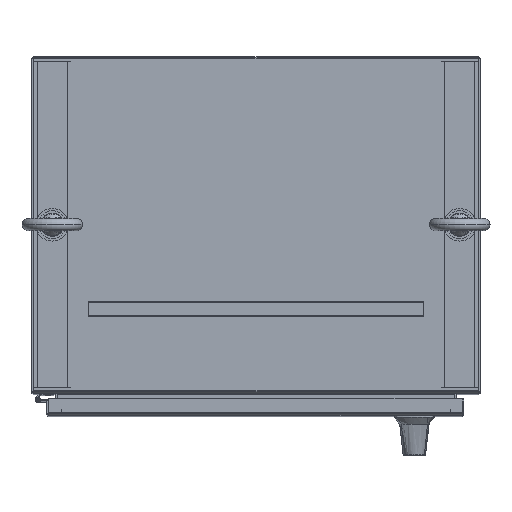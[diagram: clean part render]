
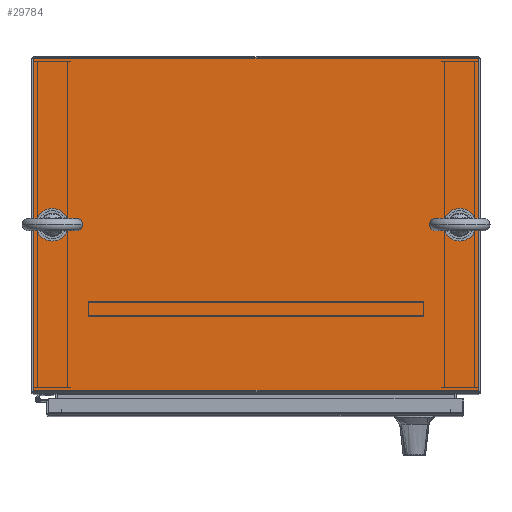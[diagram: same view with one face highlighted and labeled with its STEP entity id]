
A CAD part, top view. The second image highlights one B-rep face of the part: STEP entity #29784.
In plain terms, the highlighted planar face has unit normal (0, 0, 1).
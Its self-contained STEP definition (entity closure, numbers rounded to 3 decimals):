
#1967 = ORIENTED_EDGE ( 'NONE', *, *, #20657, .T. ) ;
#2815 = DIRECTION ( 'NONE',  ( 0., 1., 0. ) ) ;
#4899 = AXIS2_PLACEMENT_3D ( 'NONE', #20508, #5099, #48240 ) ;
#5099 = DIRECTION ( 'NONE',  ( 0., 0., -1. ) ) ;
#7497 = AXIS2_PLACEMENT_3D ( 'NONE', #54246, #74710, #24743 ) ;
#8760 = DIRECTION ( 'NONE',  ( 0., 0., -1. ) ) ;
#11379 = VERTEX_POINT ( 'NONE', #41781 ) ;
#11626 = ORIENTED_EDGE ( 'NONE', *, *, #82886, .T. ) ;
#12999 = VERTEX_POINT ( 'NONE', #64287 ) ;
#15120 = CARTESIAN_POINT ( 'NONE',  ( -1.935, -8.968, 60.06 ) ) ;
#15838 = EDGE_CURVE ( 'NONE', #84044, #11379, #42803, .T. ) ;
#16417 = CARTESIAN_POINT ( 'NONE',  ( -24.805, -17.857, 60.06 ) ) ;
#17429 = AXIS2_PLACEMENT_3D ( 'NONE', #74550, #25921, #54541 ) ;
#18174 = EDGE_LOOP ( 'NONE', ( #19978, #36401 ) ) ;
#19243 = CARTESIAN_POINT ( 'NONE',  ( -23.43, -8.968, 60.06 ) ) ;
#19978 = ORIENTED_EDGE ( 'NONE', *, *, #20894, .T. ) ;
#20050 = VERTEX_POINT ( 'NONE', #66895 ) ;
#20508 = CARTESIAN_POINT ( 'NONE',  ( -1.935, -8.968, 60.06 ) ) ;
#20590 = ORIENTED_EDGE ( 'NONE', *, *, #37035, .T. ) ;
#20657 = EDGE_CURVE ( 'NONE', #85161, #45376, #51250, .T. ) ;
#20894 = EDGE_CURVE ( 'NONE', #42370, #20050, #30999, .T. ) ;
#24743 = DIRECTION ( 'NONE',  ( 1., 0., 0. ) ) ;
#25178 = AXIS2_PLACEMENT_3D ( 'NONE', #33694, #61415, #89149 ) ;
#25921 = DIRECTION ( 'NONE',  ( 0., 0., -1. ) ) ;
#26371 = CIRCLE ( 'NONE', #7497, 0.375 ) ;
#28499 = CARTESIAN_POINT ( 'NONE',  ( -24.805, -17.857, 60.06 ) ) ;
#29784 = ADVANCED_FACE ( 'NONE', ( #60973, #54146, #47328 ), #68256, .T. ) ;
#30999 = CIRCLE ( 'NONE', #45520, 0.375 ) ;
#33620 = EDGE_CURVE ( 'NONE', #11379, #85161, #84179, .T. ) ;
#33694 = CARTESIAN_POINT ( 'NONE',  ( -24.805, -18., 60.06 ) ) ;
#34703 = DIRECTION ( 'NONE',  ( 1., 0., 0. ) ) ;
#35273 = EDGE_LOOP ( 'NONE', ( #20590, #66925 ) ) ;
#36067 = EDGE_LOOP ( 'NONE', ( #37973, #1967, #11626, #58557 ) ) ;
#36401 = ORIENTED_EDGE ( 'NONE', *, *, #81948, .T. ) ;
#36985 = VERTEX_POINT ( 'NONE', #19243 ) ;
#37035 = EDGE_CURVE ( 'NONE', #36985, #12999, #26371, .T. ) ;
#37360 = CARTESIAN_POINT ( 'NONE',  ( -0.935, -18., 60.06 ) ) ;
#37973 = ORIENTED_EDGE ( 'NONE', *, *, #33620, .T. ) ;
#41781 = CARTESIAN_POINT ( 'NONE',  ( -0.935, -17.857, 60.06 ) ) ;
#42370 = VERTEX_POINT ( 'NONE', #56587 ) ;
#42803 = LINE ( 'NONE', #16417, #83847 ) ;
#45376 = VERTEX_POINT ( 'NONE', #55824 ) ;
#45520 = AXIS2_PLACEMENT_3D ( 'NONE', #15120, #8760, #34703 ) ;
#46860 = VECTOR ( 'NONE', #64444, 39.37 ) ;
#47328 = FACE_BOUND ( 'NONE', #35273, .T. ) ;
#48240 = DIRECTION ( 'NONE',  ( 1., 0., 0. ) ) ;
#49379 = CARTESIAN_POINT ( 'NONE',  ( -24.805, -18., 60.06 ) ) ;
#51250 = LINE ( 'NONE', #64903, #46860 ) ;
#54146 = FACE_BOUND ( 'NONE', #18174, .T. ) ;
#54246 = CARTESIAN_POINT ( 'NONE',  ( -23.805, -8.968, 60.06 ) ) ;
#54541 = DIRECTION ( 'NONE',  ( 1., 0., 0. ) ) ;
#55291 = LINE ( 'NONE', #49379, #79067 ) ;
#55824 = CARTESIAN_POINT ( 'NONE',  ( -24.805, 0., 60.06 ) ) ;
#56583 = CIRCLE ( 'NONE', #17429, 0.375 ) ;
#56587 = CARTESIAN_POINT ( 'NONE',  ( -1.56, -8.968, 60.06 ) ) ;
#56784 = EDGE_CURVE ( 'NONE', #12999, #36985, #56583, .T. ) ;
#58557 = ORIENTED_EDGE ( 'NONE', *, *, #15838, .T. ) ;
#60973 = FACE_OUTER_BOUND ( 'NONE', #36067, .T. ) ;
#61415 = DIRECTION ( 'NONE',  ( 0., 0., 1. ) ) ;
#64287 = CARTESIAN_POINT ( 'NONE',  ( -24.18, -8.968, 60.06 ) ) ;
#64444 = DIRECTION ( 'NONE',  ( -1., 0., 0. ) ) ;
#64903 = CARTESIAN_POINT ( 'NONE',  ( -24.805, 0., 60.06 ) ) ;
#66895 = CARTESIAN_POINT ( 'NONE',  ( -2.31, -8.968, 60.06 ) ) ;
#66925 = ORIENTED_EDGE ( 'NONE', *, *, #56784, .T. ) ;
#68256 = PLANE ( 'NONE',  #25178 ) ;
#68650 = CARTESIAN_POINT ( 'NONE',  ( -0.935, 0., 60.06 ) ) ;
#74550 = CARTESIAN_POINT ( 'NONE',  ( -23.805, -8.968, 60.06 ) ) ;
#74710 = DIRECTION ( 'NONE',  ( 0., 0., -1. ) ) ;
#76927 = VECTOR ( 'NONE', #2815, 39.37 ) ;
#78875 = CIRCLE ( 'NONE', #4899, 0.375 ) ;
#79067 = VECTOR ( 'NONE', #84837, 39.37 ) ;
#81948 = EDGE_CURVE ( 'NONE', #20050, #42370, #78875, .T. ) ;
#82886 = EDGE_CURVE ( 'NONE', #45376, #84044, #55291, .T. ) ;
#82921 = DIRECTION ( 'NONE',  ( 1., 0., 0. ) ) ;
#83847 = VECTOR ( 'NONE', #82921, 39.37 ) ;
#84044 = VERTEX_POINT ( 'NONE', #28499 ) ;
#84179 = LINE ( 'NONE', #37360, #76927 ) ;
#84837 = DIRECTION ( 'NONE',  ( 0., -1., 0. ) ) ;
#85161 = VERTEX_POINT ( 'NONE', #68650 ) ;
#89149 = DIRECTION ( 'NONE',  ( 1., 0., 0. ) ) ;
